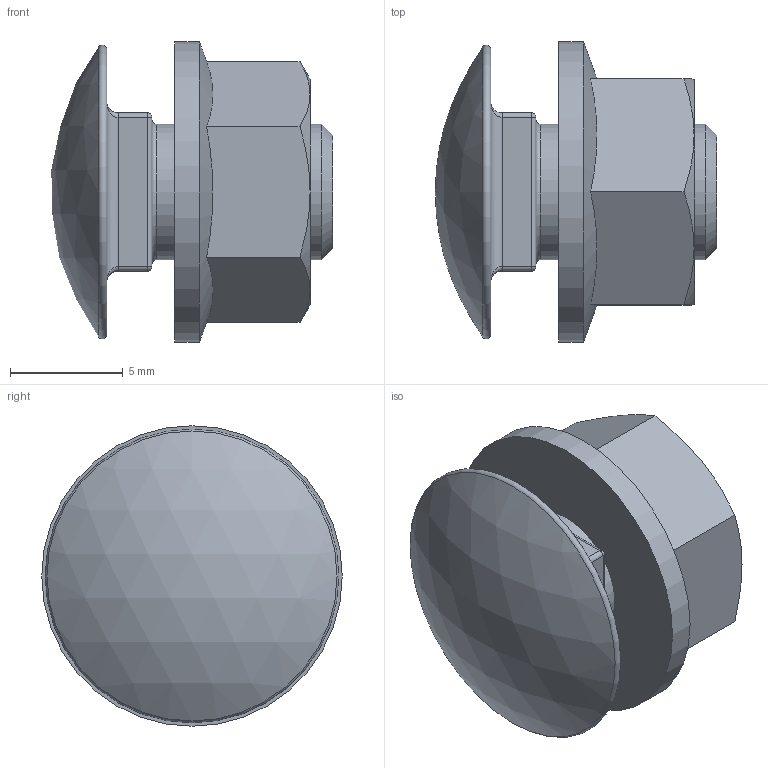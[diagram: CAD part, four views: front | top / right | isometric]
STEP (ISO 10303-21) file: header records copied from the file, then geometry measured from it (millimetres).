
FILE_DESCRIPTION (( 'STEP AP203' ), '1' );
FILE_NAME ('CLP1M-CS-6-10 暑祜脲牝 耦邃桧栩咫 恃 󊬱0.STEP', '2016-02-11T11:02:20', ( '' ), ( '' ), 'SwSTEP 2.0', 'SolidWorks 2014', '' );
FILE_SCHEMA (( 'CONFIG_CONTROL_DESIGN' ));
Length unit declared in the file: millimetre
Products named in the file (1): CLP1M-CS-6-10 暑祜脲牝 耦邃桧栩咫 恃 󊬱0
Bounding box: 12.45 x 13.3 x 13.3 mm (x, y, z)
Volume: 1028.2 mm3; surface area: 1004.9 mm2
Topology: 2 solids, 2 shells, 49 faces, 105 edges, 54 vertices
Faces by surface type: plane 15, cylinder 15, cone 8, sphere 5, bspline 4, torus 2
Full cylindrical faces by diameter (mm): 4 x1, 6 x1, 13.3 x1
Entity records: 1407 total; most frequent: CARTESIAN_POINT 420, DIRECTION 186, ORIENTED_EDGE 176, EDGE_CURVE 88, AXIS2_PLACEMENT_3D 78, EDGE_LOOP 60, FACE_OUTER_BOUND 54, VERTEX_POINT 52
